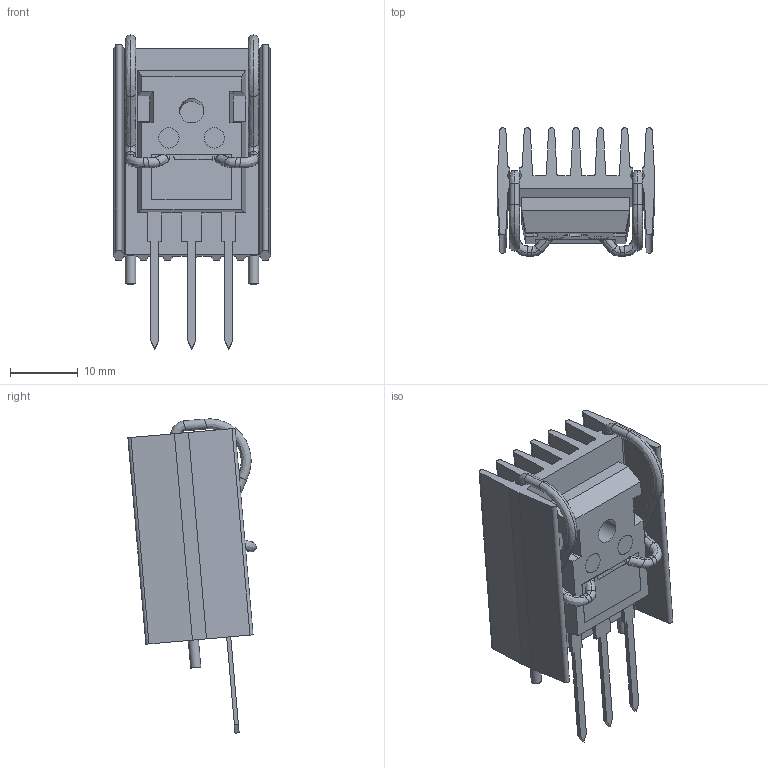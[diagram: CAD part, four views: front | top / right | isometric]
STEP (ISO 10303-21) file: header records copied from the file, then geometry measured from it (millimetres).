
FILE_DESCRIPTION(/* description */ (''),/* implementation_level */ '2;1');
FILE_NAME(/* name */ 'TO247-3WHS.step',/* time_stamp */ '2021-09-23T18:10:20+02:00',/* author */ (''),/* organization */ (''),/* preprocessor_version */ 'ST-DEVELOPER v18.1',/* originating_system */ 'Autodesk Translation Framework v10.10.0.1391',/* authorisation */ '');
FILE_SCHEMA (('AUTOMOTIVE_DESIGN { 1 0 10303 214 3 1 1 }'));
Length unit declared in the file: millimetre
Products named in the file (3): (Unsaved); Component1; Component2
Assembly tree (2 placements, depth 2):
  (Unsaved)
    Component1
    Component2
Bounding box: 23.11 x 18.89 x 46.25 mm (x, y, z)
Volume: 5439.2 mm3; surface area: 7400.8 mm2
Topology: 3 solids, 3 shells, 205 faces, 559 edges, 360 vertices
Faces by surface type: plane 109, bspline 58, cylinder 34, cone 4
Full cylindrical faces by diameter (mm): 1.5 x2, 3 x2, 3.61 x1
Entity records: 8364 total; most frequent: CARTESIAN_POINT 3065, ORIENTED_EDGE 1110, DIRECTION 1007, EDGE_CURVE 555, VERTEX_POINT 360, LINE 351, VECTOR 351, AXIS2_PLACEMENT_3D 328
